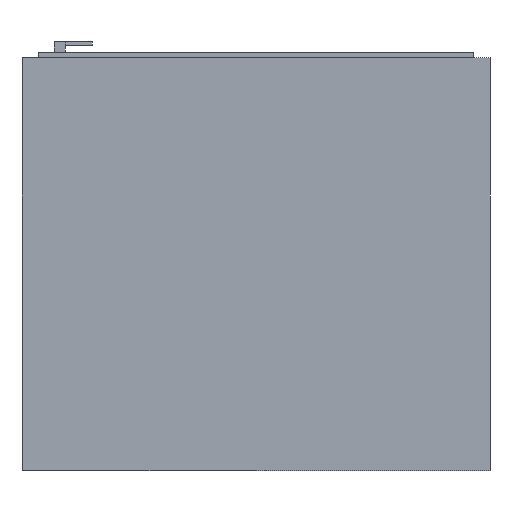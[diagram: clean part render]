
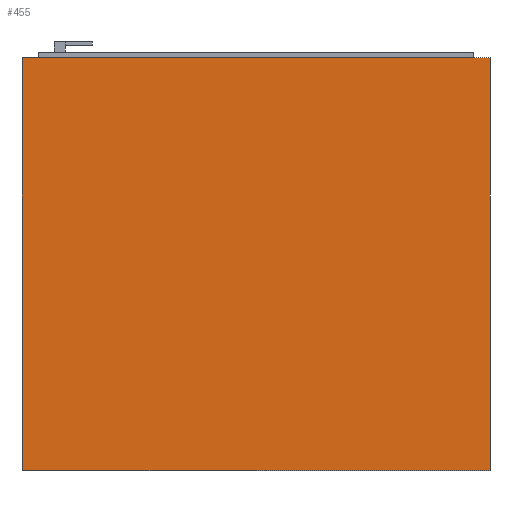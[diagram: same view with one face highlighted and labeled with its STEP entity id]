
A CAD part, front view. The second image highlights one B-rep face of the part: STEP entity #455.
In plain terms, the highlighted planar face has unit normal (0, -1, 0).
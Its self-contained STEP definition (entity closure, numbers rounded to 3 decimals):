
#41=FACE_OUTER_BOUND('',#69,.T.);
#69=EDGE_LOOP('',(#397,#398,#399,#400));
#118=LINE('',#708,#177);
#122=LINE('',#716,#181);
#125=LINE('',#722,#184);
#128=LINE('',#727,#187);
#177=VECTOR('',#584,10.);
#181=VECTOR('',#590,10.);
#184=VECTOR('',#595,10.);
#187=VECTOR('',#600,10.);
#220=VERTEX_POINT('',#706);
#221=VERTEX_POINT('',#707);
#224=VERTEX_POINT('',#715);
#226=VERTEX_POINT('',#721);
#275=EDGE_CURVE('',#220,#221,#118,.T.);
#279=EDGE_CURVE('',#221,#224,#122,.T.);
#282=EDGE_CURVE('',#224,#226,#125,.T.);
#285=EDGE_CURVE('',#226,#220,#128,.T.);
#397=ORIENTED_EDGE('',*,*,#285,.T.);
#398=ORIENTED_EDGE('',*,*,#275,.T.);
#399=ORIENTED_EDGE('',*,*,#279,.T.);
#400=ORIENTED_EDGE('',*,*,#282,.T.);
#429=PLANE('',#491);
#455=ADVANCED_FACE('',(#41),#429,.T.);
#491=AXIS2_PLACEMENT_3D('',#729,#602,#603);
#584=DIRECTION('',(0.,0.,-1.));
#590=DIRECTION('',(1.,0.,0.));
#595=DIRECTION('',(0.,0.,1.));
#600=DIRECTION('',(-1.,0.,0.));
#602=DIRECTION('center_axis',(0.,-1.,0.));
#603=DIRECTION('ref_axis',(0.,0.,-1.));
#706=CARTESIAN_POINT('',(-432.,0.,381.));
#707=CARTESIAN_POINT('',(-432.,0.,-381.));
#708=CARTESIAN_POINT('',(-432.,0.,381.));
#715=CARTESIAN_POINT('',(432.,0.,-381.));
#716=CARTESIAN_POINT('',(-432.,0.,-381.));
#721=CARTESIAN_POINT('',(432.,0.,381.));
#722=CARTESIAN_POINT('',(432.,0.,-381.));
#727=CARTESIAN_POINT('',(432.,0.,381.));
#729=CARTESIAN_POINT('Origin',(0.,0.,0.));
